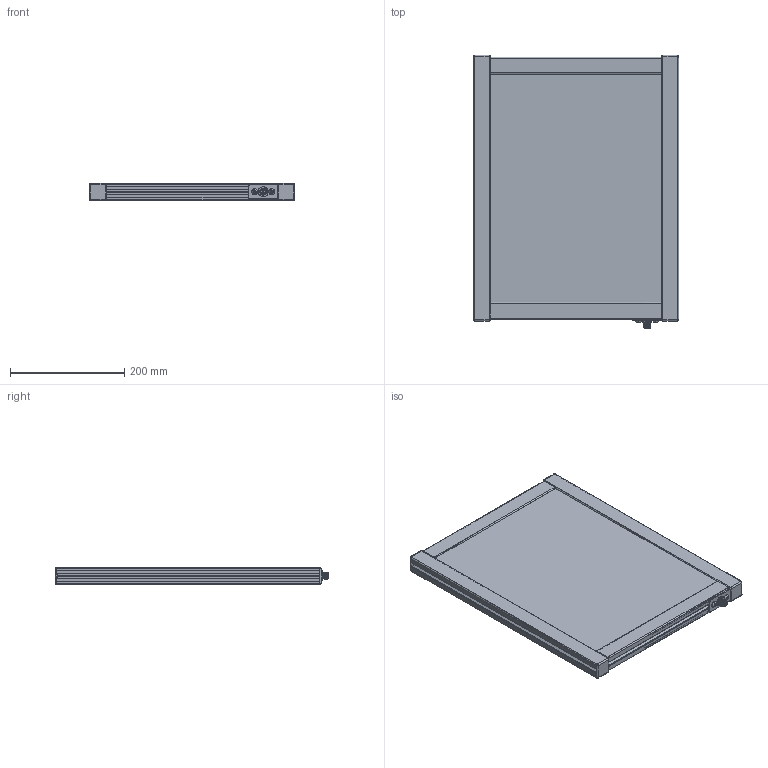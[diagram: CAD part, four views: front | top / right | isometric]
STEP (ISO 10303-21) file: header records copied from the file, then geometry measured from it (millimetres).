
FILE_DESCRIPTION (( 'STEP AP214' ), '1' );
FILE_NAME ('20034-STP01v01 - BKL3040_Backlight.STEP', '2020-07-22T22:57:50', ( '' ), ( '' ), 'SwSTEP 2.0', 'SolidWorks 2018', '' );
FILE_SCHEMA (( 'AUTOMOTIVE_DESIGN' ));
Length unit declared in the file: millimetre
Products named in the file (1): 20034-STP01v01 - BKL3040_Backlight
Bounding box: 360 x 479.38 x 30 mm (x, y, z)
Volume: 3653553 mm3; surface area: 748826.3 mm2
Topology: 1 solids, 9 shells, 929 faces, 2527 edges, 1602 vertices
Faces by surface type: plane 461, cylinder 356, cone 54, sphere 28, bspline 22, torus 8
Entity records: 38353 total; most frequent: CARTESIAN_POINT 14092, ORIENTED_EDGE 4998, DIRECTION 4916, EDGE_CURVE 2499, AXIS2_PLACEMENT_3D 1706, VERTEX_POINT 1602, VECTOR 1504, LINE 1504
